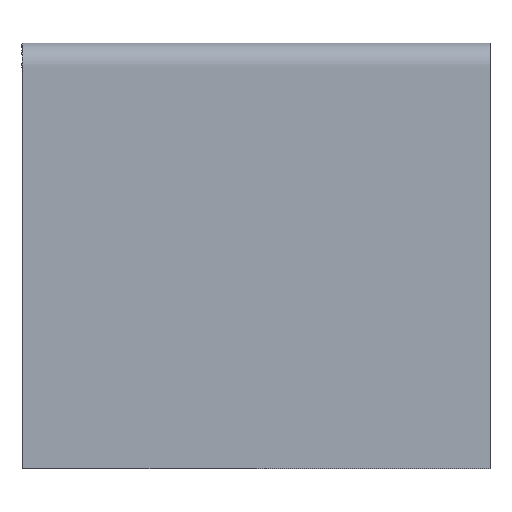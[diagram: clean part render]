
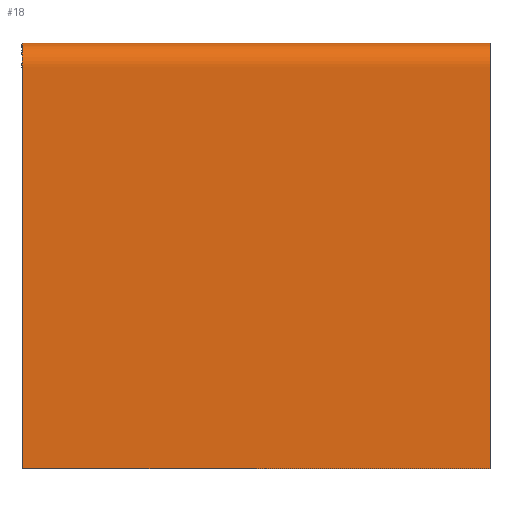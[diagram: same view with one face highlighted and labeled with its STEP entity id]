
A CAD part, left-side view. The second image highlights one B-rep face of the part: STEP entity #18.
In plain terms, the highlighted free-form (B-spline) face has degree [2, 1] with [11, 2] control points.
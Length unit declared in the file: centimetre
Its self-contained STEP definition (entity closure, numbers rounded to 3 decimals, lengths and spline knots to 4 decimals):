
#18=ADVANCED_FACE($,(#25),#91,.T.);
#25=FACE_OUTER_BOUND($,#32,.T.);
#32=EDGE_LOOP($,(#53,#54,#55,#56));
#53=ORIENTED_EDGE($,*,*,#78,.T.);
#54=ORIENTED_EDGE($,*,*,#74,.T.);
#55=ORIENTED_EDGE($,*,*,#77,.F.);
#56=ORIENTED_EDGE($,*,*,#70,.F.);
#70=EDGE_CURVE($,#84,#83,#109,.T.);
#74=EDGE_CURVE($,#88,#87,#111,.T.);
#77=EDGE_CURVE($,#83,#87,#103,.T.);
#78=EDGE_CURVE($,#84,#88,#104,.T.);
#83=VERTEX_POINT($,#331);
#84=VERTEX_POINT($,#332);
#87=VERTEX_POINT($,#335);
#88=VERTEX_POINT($,#336);
#91=(
BOUNDED_SURFACE()
B_SPLINE_SURFACE(2,1,((#291,#292),(#293,#294),(#295,#296),(#297,#298),(#299,
#300),(#301,#302),(#303,#304),(#305,#306),(#307,#308),(#309,#310),(#311,
#312)),.UNSPECIFIED.,.F.,.F.,.F.)
B_SPLINE_SURFACE_WITH_KNOTS((3,2,2,2,2,3),(2,2),(1.,44.,47.927,
98.427,102.354,145.354),(0.,50.),.UNSPECIFIED.)
GEOMETRIC_REPRESENTATION_ITEM()
RATIONAL_B_SPLINE_SURFACE(((1.,1.),(1.,1.),(1.,1.),(0.707,0.707),
(1.,1.),(1.,1.),(1.,1.),(0.707,0.707),(1.,1.),(1.,
1.),(1.,1.)))
REPRESENTATION_ITEM($)
SURFACE()
);
#103=B_SPLINE_CURVE_WITH_KNOTS($,1,(#272,#273),.UNSPECIFIED.,.F.,.F.,(2,
2),(0.,50.),.UNSPECIFIED.);
#104=B_SPLINE_CURVE_WITH_KNOTS($,1,(#274,#275),.UNSPECIFIED.,.F.,.F.,(2,
2),(0.,50.),.UNSPECIFIED.);
#109=(
BOUNDED_CURVE()
B_SPLINE_CURVE(2,(#237,#238,#239,#240,#241,#242,#243,#244,#245,#246,#247),
.UNSPECIFIED.,.F.,.F.)
B_SPLINE_CURVE_WITH_KNOTS((3,2,2,2,2,3),(-145.354,-102.354,
-98.427,-47.927,-44.,-1.),.UNSPECIFIED.)
CURVE()
GEOMETRIC_REPRESENTATION_ITEM()
RATIONAL_B_SPLINE_CURVE((1.,1.,1.,0.707,1.,1.,1.,0.707,
1.,1.,1.))
REPRESENTATION_ITEM($)
);
#111=(
BOUNDED_CURVE()
B_SPLINE_CURVE(2,(#257,#258,#259,#260,#261,#262,#263,#264,#265,#266,#267),
.UNSPECIFIED.,.F.,.F.)
B_SPLINE_CURVE_WITH_KNOTS((3,2,2,2,2,3),(-145.354,-102.354,
-98.427,-47.927,-44.,-1.),.UNSPECIFIED.)
CURVE()
GEOMETRIC_REPRESENTATION_ITEM()
RATIONAL_B_SPLINE_CURVE((1.,1.,1.,0.707,1.,1.,1.,0.707,
1.,1.,1.))
REPRESENTATION_ITEM($)
);
#237=CARTESIAN_POINT($,(55.5,0.,0.));
#238=CARTESIAN_POINT($,(55.5,0.,21.5));
#239=CARTESIAN_POINT($,(55.5,0.,43.));
#240=CARTESIAN_POINT($,(55.5,0.,45.5));
#241=CARTESIAN_POINT($,(53.,0.,45.5));
#242=CARTESIAN_POINT($,(27.75,0.,45.5));
#243=CARTESIAN_POINT($,(2.5,0.,45.5));
#244=CARTESIAN_POINT($,(0.,0.,45.5));
#245=CARTESIAN_POINT($,(0.,0.,43.));
#246=CARTESIAN_POINT($,(0.,0.,21.5));
#247=CARTESIAN_POINT($,(0.,0.,0.));
#257=CARTESIAN_POINT($,(55.5,50.,0.));
#258=CARTESIAN_POINT($,(55.5,50.,21.5));
#259=CARTESIAN_POINT($,(55.5,50.,43.));
#260=CARTESIAN_POINT($,(55.5,50.,45.5));
#261=CARTESIAN_POINT($,(53.,50.,45.5));
#262=CARTESIAN_POINT($,(27.75,50.,45.5));
#263=CARTESIAN_POINT($,(2.5,50.,45.5));
#264=CARTESIAN_POINT($,(0.,50.,45.5));
#265=CARTESIAN_POINT($,(0.,50.,43.));
#266=CARTESIAN_POINT($,(0.,50.,21.5));
#267=CARTESIAN_POINT($,(0.,50.,0.));
#272=CARTESIAN_POINT($,(0.,0.,0.));
#273=CARTESIAN_POINT($,(0.,50.,0.));
#274=CARTESIAN_POINT($,(55.5,0.,0.));
#275=CARTESIAN_POINT($,(55.5,50.,0.));
#291=CARTESIAN_POINT($,(0.,0.,0.));
#292=CARTESIAN_POINT($,(0.,50.,0.));
#293=CARTESIAN_POINT($,(0.,0.,21.5));
#294=CARTESIAN_POINT($,(0.,50.,21.5));
#295=CARTESIAN_POINT($,(0.,0.,43.));
#296=CARTESIAN_POINT($,(0.,50.,43.));
#297=CARTESIAN_POINT($,(0.,0.,45.5));
#298=CARTESIAN_POINT($,(0.,50.,45.5));
#299=CARTESIAN_POINT($,(2.5,0.,45.5));
#300=CARTESIAN_POINT($,(2.5,50.,45.5));
#301=CARTESIAN_POINT($,(27.75,0.,45.5));
#302=CARTESIAN_POINT($,(27.75,50.,45.5));
#303=CARTESIAN_POINT($,(53.,0.,45.5));
#304=CARTESIAN_POINT($,(53.,50.,45.5));
#305=CARTESIAN_POINT($,(55.5,0.,45.5));
#306=CARTESIAN_POINT($,(55.5,50.,45.5));
#307=CARTESIAN_POINT($,(55.5,0.,43.));
#308=CARTESIAN_POINT($,(55.5,50.,43.));
#309=CARTESIAN_POINT($,(55.5,0.,21.5));
#310=CARTESIAN_POINT($,(55.5,50.,21.5));
#311=CARTESIAN_POINT($,(55.5,0.,0.));
#312=CARTESIAN_POINT($,(55.5,50.,0.));
#331=CARTESIAN_POINT($,(0.,0.,0.));
#332=CARTESIAN_POINT($,(55.5,0.,0.));
#335=CARTESIAN_POINT($,(0.,50.,0.));
#336=CARTESIAN_POINT($,(55.5,50.,0.));
